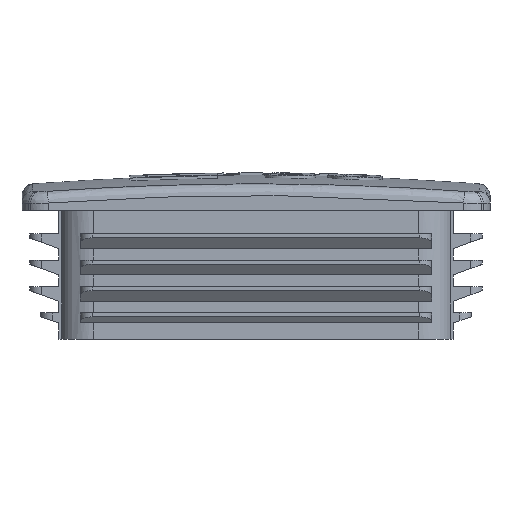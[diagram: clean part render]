
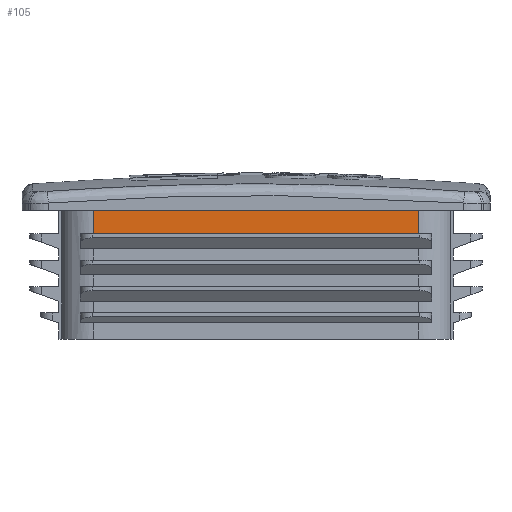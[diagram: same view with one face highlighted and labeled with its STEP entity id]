
A CAD part, front view. The second image highlights one B-rep face of the part: STEP entity #105.
In plain terms, the highlighted planar face has unit normal (0, -1, 0).
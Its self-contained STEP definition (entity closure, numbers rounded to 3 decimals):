
#105 = ADVANCED_FACE( '', ( #398 ), #399, .T. );
#398 = FACE_OUTER_BOUND( '', #1853, .T. );
#399 = PLANE( '', #1854 );
#1853 = EDGE_LOOP( '', ( #3723, #3724, #3725, #3726 ) );
#1854 = AXIS2_PLACEMENT_3D( '', #3727, #3728, #3729 );
#3723 = ORIENTED_EDGE( '', *, *, #5734, .F. );
#3724 = ORIENTED_EDGE( '', *, *, #5735, .T. );
#3725 = ORIENTED_EDGE( '', *, *, #5736, .F. );
#3726 = ORIENTED_EDGE( '', *, *, #5737, .F. );
#3727 = CARTESIAN_POINT( '', ( -27.7, -33.7, 0. ) );
#3728 = DIRECTION( '', ( 0., -1., 0. ) );
#3729 = DIRECTION( '', ( -1., 0., 0. ) );
#5734 = EDGE_CURVE( '', #6536, #6537, #6538, .T. );
#5735 = EDGE_CURVE( '', #6536, #6539, #6540, .T. );
#5736 = EDGE_CURVE( '', #6541, #6539, #6542, .T. );
#5737 = EDGE_CURVE( '', #6537, #6541, #6543, .T. );
#6536 = VERTEX_POINT( '', #8425 );
#6537 = VERTEX_POINT( '', #8426 );
#6538 = LINE( '', #8427, #8428 );
#6539 = VERTEX_POINT( '', #8429 );
#6540 = LINE( '', #8430, #8431 );
#6541 = VERTEX_POINT( '', #8432 );
#6542 = LINE( '', #8433, #8434 );
#6543 = LINE( '', #8435, #8436 );
#8425 = CARTESIAN_POINT( '', ( 27.7, -33.7, 18. ) );
#8426 = CARTESIAN_POINT( '', ( -27.7, -33.7, 18. ) );
#8427 = CARTESIAN_POINT( '', ( -27.7, -33.7, 18. ) );
#8428 = VECTOR( '', #11465, 1000. );
#8429 = CARTESIAN_POINT( '', ( 27.7, -33.7, 22. ) );
#8430 = CARTESIAN_POINT( '', ( 27.7, -33.7, 0. ) );
#8431 = VECTOR( '', #11466, 1000. );
#8432 = CARTESIAN_POINT( '', ( -27.7, -33.7, 22. ) );
#8433 = CARTESIAN_POINT( '', ( -27.7, -33.7, 22. ) );
#8434 = VECTOR( '', #11467, 1000. );
#8435 = CARTESIAN_POINT( '', ( -27.7, -33.7, 0. ) );
#8436 = VECTOR( '', #11468, 1000. );
#11465 = DIRECTION( '', ( -1., 0., 0. ) );
#11466 = DIRECTION( '', ( 0., 0., 1. ) );
#11467 = DIRECTION( '', ( 1., 0., 0. ) );
#11468 = DIRECTION( '', ( 0., 0., 1. ) );
